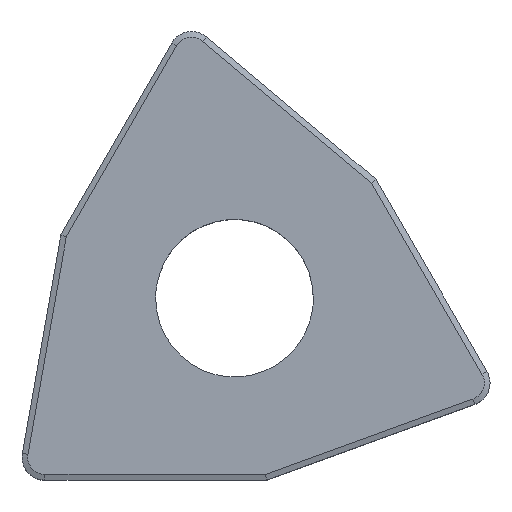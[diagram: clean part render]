
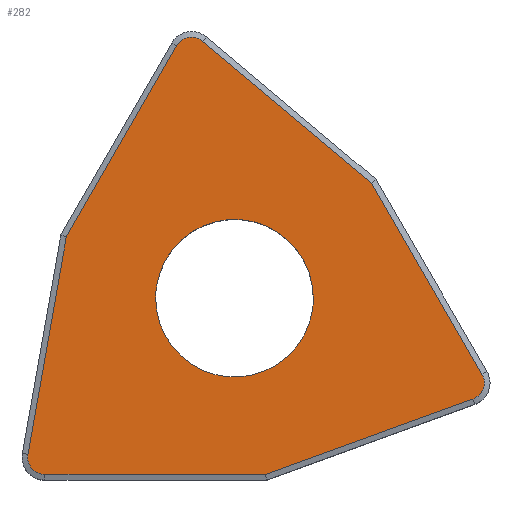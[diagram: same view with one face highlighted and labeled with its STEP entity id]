
A CAD part, top view. The second image highlights one B-rep face of the part: STEP entity #282.
In plain terms, the highlighted planar face has unit normal (0, 0, 1).
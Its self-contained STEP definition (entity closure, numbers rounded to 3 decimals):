
#202=AXIS2_PLACEMENT_3D('Plane Axis2P3D',#199,#200,#201) ;
#215=AXIS2_PLACEMENT_3D('Circle Axis2P3D',#213,#214,$) ;
#236=AXIS2_PLACEMENT_3D('Circle Axis2P3D',#234,#235,$) ;
#257=AXIS2_PLACEMENT_3D('Circle Axis2P3D',#255,#256,$) ;
#137=CARTESIAN_POINT('Vertex',(2.75,0.,0.)) ;
#141=CARTESIAN_POINT('Control Point',(2.75,0.,0.)) ;
#142=CARTESIAN_POINT('Control Point',(2.75,0.864,0.)) ;
#143=CARTESIAN_POINT('Control Point',(2.411,1.728,0.)) ;
#144=CARTESIAN_POINT('Control Point',(1.728,2.411,0.)) ;
#145=CARTESIAN_POINT('Control Point',(0.,3.089,0.)) ;
#146=CARTESIAN_POINT('Control Point',(-1.728,2.411,0.)) ;
#147=CARTESIAN_POINT('Control Point',(-2.411,1.728,0.)) ;
#148=CARTESIAN_POINT('Control Point',(-2.75,0.864,0.)) ;
#149=CARTESIAN_POINT('Control Point',(-2.75,0.,0.)) ;
#150=CARTESIAN_POINT('Vertex',(-2.75,0.,0.)) ;
#182=CARTESIAN_POINT('Control Point',(-2.75,0.,0.)) ;
#183=CARTESIAN_POINT('Control Point',(-2.75,-0.864,0.)) ;
#184=CARTESIAN_POINT('Control Point',(-2.411,-1.728,0.)) ;
#185=CARTESIAN_POINT('Control Point',(-1.728,-2.411,0.)) ;
#186=CARTESIAN_POINT('Control Point',(0.,-3.089,0.)) ;
#187=CARTESIAN_POINT('Control Point',(1.728,-2.411,0.)) ;
#188=CARTESIAN_POINT('Control Point',(2.411,-1.728,0.)) ;
#189=CARTESIAN_POINT('Control Point',(2.75,-0.864,0.)) ;
#190=CARTESIAN_POINT('Control Point',(2.75,0.,0.)) ;
#199=CARTESIAN_POINT('Axis2P3D Location',(0.,0.,0.)) ;
#204=CARTESIAN_POINT('Line Origine',(1.835,6.488,0.)) ;
#208=CARTESIAN_POINT('Vertex',(4.784,4.014,0.)) ;
#210=CARTESIAN_POINT('Vertex',(-1.114,8.963,0.)) ;
#213=CARTESIAN_POINT('Axis2P3D Location',(-1.499,8.503,0.)) ;
#217=CARTESIAN_POINT('Vertex',(-2.019,8.803,0.)) ;
#220=CARTESIAN_POINT('Line Origine',(-3.944,5.469,0.)) ;
#224=CARTESIAN_POINT('Vertex',(-5.868,2.136,0.)) ;
#227=CARTESIAN_POINT('Line Origine',(-6.537,-1.655,0.)) ;
#231=CARTESIAN_POINT('Vertex',(-7.205,-5.446,0.)) ;
#234=CARTESIAN_POINT('Axis2P3D Location',(-6.614,-5.55,0.)) ;
#238=CARTESIAN_POINT('Vertex',(-6.614,-6.15,0.)) ;
#241=CARTESIAN_POINT('Line Origine',(-2.765,-6.15,0.)) ;
#245=CARTESIAN_POINT('Vertex',(1.084,-6.15,0.)) ;
#248=CARTESIAN_POINT('Line Origine',(4.702,-4.833,0.)) ;
#252=CARTESIAN_POINT('Vertex',(8.319,-3.517,0.)) ;
#255=CARTESIAN_POINT('Axis2P3D Location',(8.114,-2.953,0.)) ;
#259=CARTESIAN_POINT('Vertex',(8.633,-2.653,0.)) ;
#262=CARTESIAN_POINT('Line Origine',(6.709,0.681,0.)) ;
#200=DIRECTION('Axis2P3D Direction',(0.,-0.,1.)) ;
#201=DIRECTION('Axis2P3D XDirection',(0.94,0.342,0.)) ;
#205=DIRECTION('Vector Direction',(-0.766,0.643,0.)) ;
#214=DIRECTION('Axis2P3D Direction',(0.,-0.,1.)) ;
#221=DIRECTION('Vector Direction',(-0.5,-0.866,0.)) ;
#228=DIRECTION('Vector Direction',(-0.174,-0.985,0.)) ;
#235=DIRECTION('Axis2P3D Direction',(0.,-0.,1.)) ;
#242=DIRECTION('Vector Direction',(-1.,0.,0.)) ;
#249=DIRECTION('Vector Direction',(0.94,0.342,0.)) ;
#256=DIRECTION('Axis2P3D Direction',(0.,-0.,1.)) ;
#263=DIRECTION('Vector Direction',(-0.5,0.866,0.)) ;
#206=VECTOR('Line Direction',#205,1.) ;
#222=VECTOR('Line Direction',#221,1.) ;
#229=VECTOR('Line Direction',#228,1.) ;
#243=VECTOR('Line Direction',#242,1.) ;
#250=VECTOR('Line Direction',#249,1.) ;
#264=VECTOR('Line Direction',#263,1.) ;
#268=ORIENTED_EDGE('',*,*,#212,.T.) ;
#269=ORIENTED_EDGE('',*,*,#219,.T.) ;
#270=ORIENTED_EDGE('',*,*,#226,.T.) ;
#271=ORIENTED_EDGE('',*,*,#233,.T.) ;
#272=ORIENTED_EDGE('',*,*,#240,.T.) ;
#273=ORIENTED_EDGE('',*,*,#247,.T.) ;
#274=ORIENTED_EDGE('',*,*,#254,.T.) ;
#275=ORIENTED_EDGE('',*,*,#261,.T.) ;
#276=ORIENTED_EDGE('',*,*,#266,.T.) ;
#279=ORIENTED_EDGE('',*,*,#152,.F.) ;
#280=ORIENTED_EDGE('',*,*,#191,.F.) ;
#281=FACE_BOUND('',#278,.T.) ;
#282=ADVANCED_FACE('CUT',(#277,#281),#203,.T.) ;
#140=B_SPLINE_CURVE_WITH_KNOTS('',5,(#141,#142,#143,#144,#145,#146,#147,#148,#149),.UNSPECIFIED.,.F.,.U.,(6,3,6),(-4.32,0.,4.32),.UNSPECIFIED.) ;
#181=B_SPLINE_CURVE_WITH_KNOTS('',5,(#182,#183,#184,#185,#186,#187,#188,#189,#190),.UNSPECIFIED.,.F.,.U.,(6,3,6),(-4.32,0.,4.32),.UNSPECIFIED.) ;
#216=CIRCLE('generated circle',#215,0.6) ;
#237=CIRCLE('generated circle',#236,0.6) ;
#258=CIRCLE('generated circle',#257,0.6) ;
#152=EDGE_CURVE('',#138,#151,#140,.T.) ;
#191=EDGE_CURVE('',#151,#138,#181,.T.) ;
#212=EDGE_CURVE('',#209,#211,#207,.T.) ;
#219=EDGE_CURVE('',#211,#218,#216,.T.) ;
#226=EDGE_CURVE('',#218,#225,#223,.T.) ;
#233=EDGE_CURVE('',#225,#232,#230,.T.) ;
#240=EDGE_CURVE('',#232,#239,#237,.T.) ;
#247=EDGE_CURVE('',#239,#246,#244,.F.) ;
#254=EDGE_CURVE('',#246,#253,#251,.T.) ;
#261=EDGE_CURVE('',#253,#260,#258,.T.) ;
#266=EDGE_CURVE('',#260,#209,#265,.T.) ;
#267=EDGE_LOOP('',(#268,#269,#270,#271,#272,#273,#274,#275,#276)) ;
#278=EDGE_LOOP('',(#279,#280)) ;
#277=FACE_OUTER_BOUND('',#267,.T.) ;
#207=LINE('Line',#204,#206) ;
#223=LINE('Line',#220,#222) ;
#230=LINE('Line',#227,#229) ;
#244=LINE('Line',#241,#243) ;
#251=LINE('Line',#248,#250) ;
#265=LINE('Line',#262,#264) ;
#203=PLANE('',#202) ;
#138=VERTEX_POINT('',#137) ;
#151=VERTEX_POINT('',#150) ;
#209=VERTEX_POINT('',#208) ;
#211=VERTEX_POINT('',#210) ;
#218=VERTEX_POINT('',#217) ;
#225=VERTEX_POINT('',#224) ;
#232=VERTEX_POINT('',#231) ;
#239=VERTEX_POINT('',#238) ;
#246=VERTEX_POINT('',#245) ;
#253=VERTEX_POINT('',#252) ;
#260=VERTEX_POINT('',#259) ;
